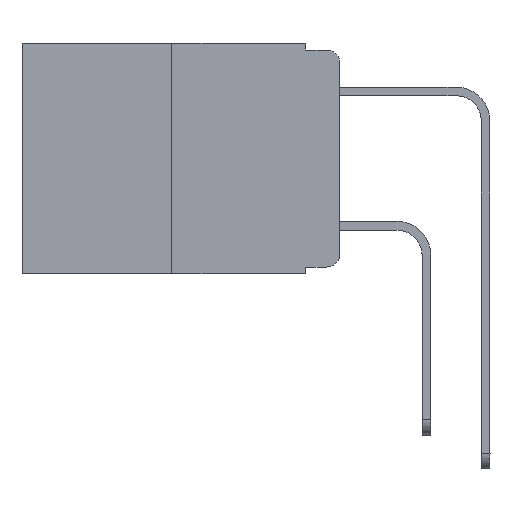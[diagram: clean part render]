
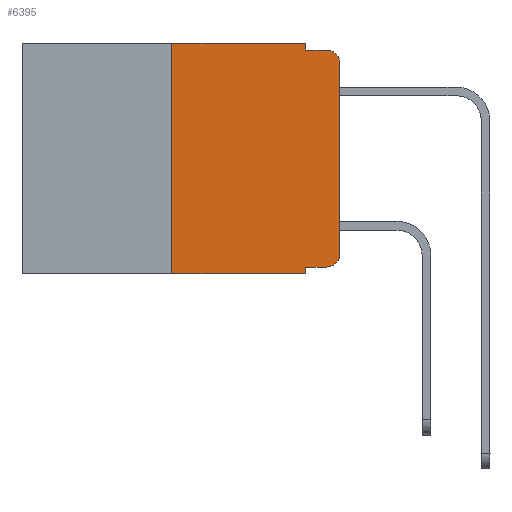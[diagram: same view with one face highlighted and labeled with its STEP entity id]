
A CAD part, left-side view. The second image highlights one B-rep face of the part: STEP entity #6395.
In plain terms, the highlighted planar face has unit normal (-1, 0, 0).
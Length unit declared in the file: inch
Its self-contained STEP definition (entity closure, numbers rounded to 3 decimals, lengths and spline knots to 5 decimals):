
#60 = ORIENTED_EDGE ( 'NONE', *, *, #1305, .T. ) ;
#253 = AXIS2_PLACEMENT_3D ( 'NONE', #641, #5112, #3234 ) ;
#540 = VERTEX_POINT ( 'NONE', #4302 ) ;
#641 = CARTESIAN_POINT ( 'NONE',  ( 0., 0.02, -0.03 ) ) ;
#670 = EDGE_CURVE ( 'NONE', #1445, #540, #2250, .T. ) ;
#966 = ORIENTED_EDGE ( 'NONE', *, *, #670, .T. ) ;
#1049 = LINE ( 'NONE', #1988, #8840 ) ;
#1204 = DIRECTION ( 'NONE',  ( 0., 0., -1. ) ) ;
#1305 = EDGE_CURVE ( 'NONE', #9073, #6055, #1049, .T. ) ;
#1445 = VERTEX_POINT ( 'NONE', #2990 ) ;
#1540 = CARTESIAN_POINT ( 'NONE',  ( 0., 0., -0.313 ) ) ;
#1568 = VECTOR ( 'NONE', #10176, 39.37008 ) ;
#1615 = CARTESIAN_POINT ( 'NONE',  ( 0., 0.051, -0.01 ) ) ;
#1711 = DIRECTION ( 'NONE',  ( 0., 0., 1. ) ) ;
#1988 = CARTESIAN_POINT ( 'NONE',  ( 0., 0., 0. ) ) ;
#2158 = EDGE_LOOP ( 'NONE', ( #60, #4336, #8101, #4289, #3569, #7450, #966, #9856, #6224, #11006 ) ) ;
#2250 = LINE ( 'NONE', #6668, #11088 ) ;
#2520 = AXIS2_PLACEMENT_3D ( 'NONE', #11622, #3543, #5071 ) ;
#2629 = CARTESIAN_POINT ( 'NONE',  ( 0., 0.051, 0. ) ) ;
#2680 = VECTOR ( 'NONE', #3726, 39.37008 ) ;
#2963 = CARTESIAN_POINT ( 'NONE',  ( 0., 0., -0.03 ) ) ;
#2978 = LINE ( 'NONE', #2629, #1568 ) ;
#2990 = CARTESIAN_POINT ( 'NONE',  ( 0., 0.25, -0.343 ) ) ;
#3035 = CARTESIAN_POINT ( 'NONE',  ( 0., 0.02, -0.313 ) ) ;
#3122 = VERTEX_POINT ( 'NONE', #4093 ) ;
#3202 = CARTESIAN_POINT ( 'NONE',  ( 0., 0.051, -0.333 ) ) ;
#3234 = DIRECTION ( 'NONE',  ( 0., 0., -1. ) ) ;
#3243 = VERTEX_POINT ( 'NONE', #4041 ) ;
#3543 = DIRECTION ( 'NONE',  ( 1., 0., 0. ) ) ;
#3569 = ORIENTED_EDGE ( 'NONE', *, *, #9591, .F. ) ;
#3598 = LINE ( 'NONE', #5419, #5068 ) ;
#3644 = EDGE_CURVE ( 'NONE', #6055, #4734, #5135, .T. ) ;
#3726 = DIRECTION ( 'NONE',  ( 0., -1., 0. ) ) ;
#3756 = DIRECTION ( 'NONE',  ( 0., -1., 0. ) ) ;
#4041 = CARTESIAN_POINT ( 'NONE',  ( 0., 0.051, -0.333 ) ) ;
#4093 = CARTESIAN_POINT ( 'NONE',  ( 0., 0.02, -0.333 ) ) ;
#4289 = ORIENTED_EDGE ( 'NONE', *, *, #6032, .F. ) ;
#4302 = CARTESIAN_POINT ( 'NONE',  ( 0., 0.051, -0.343 ) ) ;
#4336 = ORIENTED_EDGE ( 'NONE', *, *, #3644, .T. ) ;
#4734 = VERTEX_POINT ( 'NONE', #9212 ) ;
#4802 = VERTEX_POINT ( 'NONE', #7260 ) ;
#4970 = VECTOR ( 'NONE', #10040, 39.37008 ) ;
#5001 = CIRCLE ( 'NONE', #6880, 0.02 ) ;
#5068 = VECTOR ( 'NONE', #1711, 39.37008 ) ;
#5071 = DIRECTION ( 'NONE',  ( 0., 0., -1. ) ) ;
#5112 = DIRECTION ( 'NONE',  ( -1., 0., 0. ) ) ;
#5135 = CIRCLE ( 'NONE', #253, 0.02 ) ;
#5138 = LINE ( 'NONE', #3202, #7281 ) ;
#5419 = CARTESIAN_POINT ( 'NONE',  ( 0., 0.25, 0. ) ) ;
#5437 = LINE ( 'NONE', #9162, #4970 ) ;
#5667 = EDGE_CURVE ( 'NONE', #3243, #540, #2978, .T. ) ;
#5671 = DIRECTION ( 'NONE',  ( 0., -1., 0. ) ) ;
#5843 = DIRECTION ( 'NONE',  ( 0., -1., 0. ) ) ;
#6032 = EDGE_CURVE ( 'NONE', #8254, #11268, #5437, .T. ) ;
#6055 = VERTEX_POINT ( 'NONE', #2963 ) ;
#6072 = PLANE ( 'NONE',  #2520 ) ;
#6224 = ORIENTED_EDGE ( 'NONE', *, *, #10380, .T. ) ;
#6395 = ADVANCED_FACE ( 'NONE', ( #11501 ), #6072, .F. ) ;
#6508 = DIRECTION ( 'NONE',  ( -1., 0., 0. ) ) ;
#6668 = CARTESIAN_POINT ( 'NONE',  ( 0., 0.473, -0.343 ) ) ;
#6880 = AXIS2_PLACEMENT_3D ( 'NONE', #3035, #6508, #1204 ) ;
#7260 = CARTESIAN_POINT ( 'NONE',  ( 0., 0.25, 0. ) ) ;
#7281 = VECTOR ( 'NONE', #5843, 39.37008 ) ;
#7450 = ORIENTED_EDGE ( 'NONE', *, *, #10932, .F. ) ;
#8101 = ORIENTED_EDGE ( 'NONE', *, *, #9364, .F. ) ;
#8254 = VERTEX_POINT ( 'NONE', #10588 ) ;
#8255 = LINE ( 'NONE', #11251, #2680 ) ;
#8840 = VECTOR ( 'NONE', #11658, 39.37008 ) ;
#9073 = VERTEX_POINT ( 'NONE', #1540 ) ;
#9162 = CARTESIAN_POINT ( 'NONE',  ( 0., 0.051, 0. ) ) ;
#9212 = CARTESIAN_POINT ( 'NONE',  ( 0., 0.02, -0.01 ) ) ;
#9364 = EDGE_CURVE ( 'NONE', #11268, #4734, #8255, .T. ) ;
#9591 = EDGE_CURVE ( 'NONE', #4802, #8254, #9886, .T. ) ;
#9856 = ORIENTED_EDGE ( 'NONE', *, *, #5667, .F. ) ;
#9886 = LINE ( 'NONE', #10951, #11200 ) ;
#10040 = DIRECTION ( 'NONE',  ( 0., 0., -1. ) ) ;
#10156 = EDGE_CURVE ( 'NONE', #3122, #9073, #5001, .T. ) ;
#10176 = DIRECTION ( 'NONE',  ( 0., 0., -1. ) ) ;
#10380 = EDGE_CURVE ( 'NONE', #3243, #3122, #5138, .T. ) ;
#10588 = CARTESIAN_POINT ( 'NONE',  ( 0., 0.051, 0. ) ) ;
#10932 = EDGE_CURVE ( 'NONE', #1445, #4802, #3598, .T. ) ;
#10951 = CARTESIAN_POINT ( 'NONE',  ( 0., 0.473, 0. ) ) ;
#11006 = ORIENTED_EDGE ( 'NONE', *, *, #10156, .T. ) ;
#11088 = VECTOR ( 'NONE', #5671, 39.37008 ) ;
#11200 = VECTOR ( 'NONE', #3756, 39.37008 ) ;
#11251 = CARTESIAN_POINT ( 'NONE',  ( 0., 0.051, -0.01 ) ) ;
#11268 = VERTEX_POINT ( 'NONE', #1615 ) ;
#11501 = FACE_OUTER_BOUND ( 'NONE', #2158, .T. ) ;
#11622 = CARTESIAN_POINT ( 'NONE',  ( 0., 0.473, 0. ) ) ;
#11658 = DIRECTION ( 'NONE',  ( 0., 0., 1. ) ) ;
